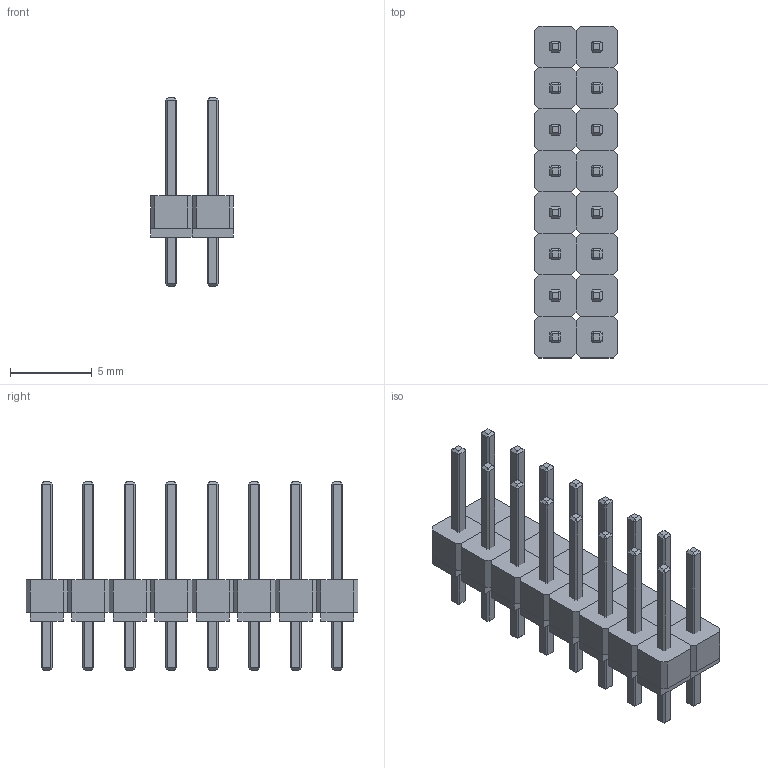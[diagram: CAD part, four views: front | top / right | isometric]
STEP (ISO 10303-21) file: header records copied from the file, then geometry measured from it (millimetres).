
FILE_DESCRIPTION(('FreeCAD Model'),'2;1');
FILE_NAME('THT-2.54-2x08-MS.step', '2020-10-09T12:00:43',('Author'),(''), 'Open CASCADE STEP processor 7.3','FreeCAD','Unknown');
FILE_SCHEMA(('AUTOMOTIVE_DESIGN { 1 0 10303 214 1 1 1 1 }'));
Length unit declared in the file: millimetre
Products named in the file (1): header
Bounding box: 5.08 x 20.32 x 11.54 mm (x, y, z)
Volume: 327.4 mm3; surface area: 1055.2 mm2
Topology: 32 solids, 32 shells, 672 faces, 1440 edges, 832 vertices
Faces by surface type: plane 672
Entity records: 40627 total; most frequent: CARTESIAN_POINT 5825, DIRECTION 5666, LINE 4320, VECTOR 4320, ORIENTED_EDGE 2880, PCURVE 2880, DEFINITIONAL_REPRESENTATION 2880, EDGE_CURVE 1440
